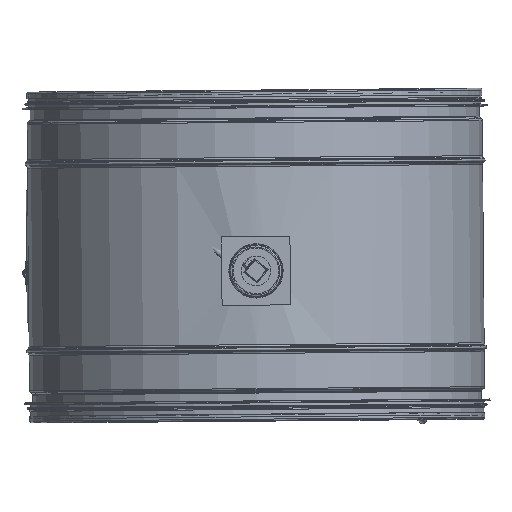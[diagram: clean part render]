
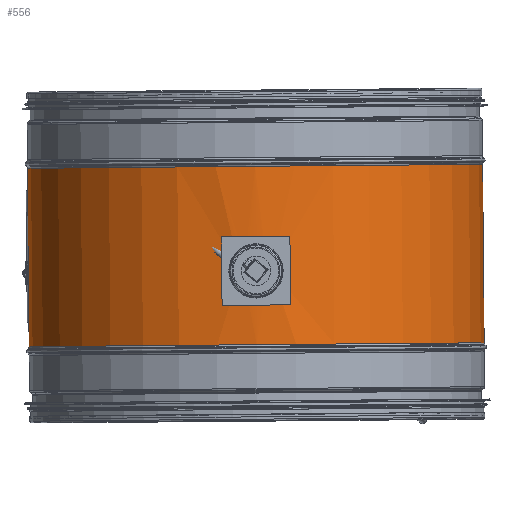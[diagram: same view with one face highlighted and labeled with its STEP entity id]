
A CAD part, top view. The second image highlights one B-rep face of the part: STEP entity #556.
In plain terms, the highlighted cylindrical face has radius 199.4 mm (diameter 398.8 mm), a full revolution.
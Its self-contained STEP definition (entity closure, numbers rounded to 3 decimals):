
#153=CARTESIAN_POINT('',(-14.,131.0,-198.908));
#154=VERTEX_POINT('',#153);
#155=CARTESIAN_POINT('',(-14.,131.0,-198.908));
#156=CARTESIAN_POINT('',(-14.,129.242,-198.908));
#157=CARTESIAN_POINT('',(-13.648,127.366,-198.934));
#158=CARTESIAN_POINT('',(-12.22,123.917,-199.027));
#159=CARTESIAN_POINT('',(-11.142,122.343,-199.092));
#160=CARTESIAN_POINT('',(-8.657,119.858,-199.216));
#161=CARTESIAN_POINT('',(-7.083,118.78,-199.282));
#162=CARTESIAN_POINT('',(-3.634,117.352,-199.374));
#163=CARTESIAN_POINT('',(-1.758,117.,-199.4));
#164=CARTESIAN_POINT('',(1.758,117.,-199.4));
#165=CARTESIAN_POINT('',(3.634,117.352,-199.374));
#166=CARTESIAN_POINT('',(7.083,118.78,-199.282));
#167=CARTESIAN_POINT('',(8.657,119.858,-199.216));
#168=CARTESIAN_POINT('',(11.142,122.343,-199.092));
#169=CARTESIAN_POINT('',(12.22,123.917,-199.027));
#170=CARTESIAN_POINT('',(13.648,127.366,-198.934));
#171=CARTESIAN_POINT('',(14.,129.242,-198.908));
#172=CARTESIAN_POINT('',(14.,132.758,-198.908));
#173=CARTESIAN_POINT('',(13.648,134.634,-198.934));
#174=CARTESIAN_POINT('',(12.22,138.083,-199.027));
#175=CARTESIAN_POINT('',(11.142,139.657,-199.092));
#176=CARTESIAN_POINT('',(8.657,142.142,-199.216));
#177=CARTESIAN_POINT('',(7.083,143.22,-199.282));
#178=CARTESIAN_POINT('',(3.634,144.648,-199.374));
#179=CARTESIAN_POINT('',(1.758,145.,-199.4));
#180=CARTESIAN_POINT('',(-1.758,145.,-199.4));
#181=CARTESIAN_POINT('',(-3.634,144.648,-199.374));
#182=CARTESIAN_POINT('',(-7.083,143.22,-199.282));
#183=CARTESIAN_POINT('',(-8.657,142.142,-199.216));
#184=CARTESIAN_POINT('',(-11.142,139.657,-199.092));
#185=CARTESIAN_POINT('',(-12.22,138.083,-199.027));
#186=CARTESIAN_POINT('',(-13.648,134.634,-198.934));
#187=CARTESIAN_POINT('',(-14.,132.758,-198.908));
#188=CARTESIAN_POINT('',(-14.,131.0,-198.908));
#189=B_SPLINE_CURVE_WITH_KNOTS('',3,(#155,#156,#157,#158,#159,#160,#161,#162,#163,#164,#165,#166,#167,#168,#169,#170,#171,#172,#173,#174,#175,#176,#177,#178,#179,#180,#181,#182,#183,#184,#185,#186,#187,#188),.UNSPECIFIED.,.T.,.U.,(4,2,2,2,2,2,2,2,2,2,2,2,2,2,2,2,4),(0.0,0.528,1.055,1.583,2.11,2.638,3.165,3.693,4.22,4.748,5.275,5.803,6.331,6.858,7.386,7.913,8.441),.UNSPECIFIED.);
#190=EDGE_CURVE('',#154,#154,#189,.T.);
#200=CARTESIAN_POINT('',(-14.,131.0,198.908));
#201=VERTEX_POINT('',#200);
#202=CARTESIAN_POINT('',(-14.,131.0,198.908));
#203=CARTESIAN_POINT('',(-14.,132.758,198.908));
#204=CARTESIAN_POINT('',(-13.648,134.634,198.934));
#205=CARTESIAN_POINT('',(-12.22,138.083,199.027));
#206=CARTESIAN_POINT('',(-11.142,139.657,199.092));
#207=CARTESIAN_POINT('',(-8.657,142.142,199.216));
#208=CARTESIAN_POINT('',(-7.083,143.22,199.282));
#209=CARTESIAN_POINT('',(-3.634,144.648,199.374));
#210=CARTESIAN_POINT('',(-1.758,145.,199.4));
#211=CARTESIAN_POINT('',(1.758,145.,199.4));
#212=CARTESIAN_POINT('',(3.634,144.648,199.374));
#213=CARTESIAN_POINT('',(7.083,143.22,199.282));
#214=CARTESIAN_POINT('',(8.657,142.142,199.216));
#215=CARTESIAN_POINT('',(11.142,139.657,199.092));
#216=CARTESIAN_POINT('',(12.22,138.083,199.027));
#217=CARTESIAN_POINT('',(13.648,134.634,198.934));
#218=CARTESIAN_POINT('',(14.,132.758,198.908));
#219=CARTESIAN_POINT('',(14.,129.242,198.908));
#220=CARTESIAN_POINT('',(13.648,127.366,198.934));
#221=CARTESIAN_POINT('',(12.22,123.917,199.027));
#222=CARTESIAN_POINT('',(11.142,122.343,199.092));
#223=CARTESIAN_POINT('',(8.657,119.858,199.216));
#224=CARTESIAN_POINT('',(7.083,118.78,199.282));
#225=CARTESIAN_POINT('',(3.634,117.352,199.374));
#226=CARTESIAN_POINT('',(1.758,117.,199.4));
#227=CARTESIAN_POINT('',(-1.758,117.,199.4));
#228=CARTESIAN_POINT('',(-3.634,117.352,199.374));
#229=CARTESIAN_POINT('',(-7.083,118.78,199.282));
#230=CARTESIAN_POINT('',(-8.657,119.858,199.216));
#231=CARTESIAN_POINT('',(-11.142,122.343,199.092));
#232=CARTESIAN_POINT('',(-12.22,123.917,199.027));
#233=CARTESIAN_POINT('',(-13.648,127.366,198.934));
#234=CARTESIAN_POINT('',(-14.,129.242,198.908));
#235=CARTESIAN_POINT('',(-14.,131.0,198.908));
#236=B_SPLINE_CURVE_WITH_KNOTS('',3,(#202,#203,#204,#205,#206,#207,#208,#209,#210,#211,#212,#213,#214,#215,#216,#217,#218,#219,#220,#221,#222,#223,#224,#225,#226,#227,#228,#229,#230,#231,#232,#233,#234,#235),.UNSPECIFIED.,.T.,.U.,(4,2,2,2,2,2,2,2,2,2,2,2,2,2,2,2,4),(0.0,0.528,1.055,1.583,2.11,2.638,3.165,3.693,4.22,4.748,5.275,5.803,6.331,6.858,7.386,7.913,8.441),.UNSPECIFIED.);
#237=EDGE_CURVE('',#201,#201,#236,.T.);
#516=CARTESIAN_POINT('',(199.4,66.328,0.0));
#517=VERTEX_POINT('',#516);
#518=CARTESIAN_POINT('',(0.0,66.328,0.0));
#519=DIRECTION('',(0.0,-1.0,0.0));
#520=DIRECTION('',(1.0,0.0,0.0));
#521=AXIS2_PLACEMENT_3D('',#518,#519,#520);
#522=CIRCLE('',#521,199.4);
#523=EDGE_CURVE('',#517,#517,#522,.T.);
#531=CARTESIAN_POINT('',(0.0,144.5,0.0));
#532=DIRECTION('',(0.0,-1.0,0.0));
#533=DIRECTION('',(1.0,0.0,0.0));
#534=AXIS2_PLACEMENT_3D('',#531,#532,#533);
#535=CYLINDRICAL_SURFACE('',#534,199.4);
#536=CARTESIAN_POINT('',(199.4,222.672,0.0));
#537=VERTEX_POINT('',#536);
#538=CARTESIAN_POINT('',(0.0,222.672,0.0));
#539=DIRECTION('',(0.0,-1.0,0.0));
#540=DIRECTION('',(1.0,0.0,0.0));
#541=AXIS2_PLACEMENT_3D('',#538,#539,#540);
#542=CIRCLE('',#541,199.4);
#543=EDGE_CURVE('',#537,#537,#542,.T.);
#544=ORIENTED_EDGE('',*,*,#543,.T.);
#545=EDGE_LOOP('',(#544));
#546=FACE_OUTER_BOUND('',#545,.T.);
#547=ORIENTED_EDGE('',*,*,#237,.T.);
#548=EDGE_LOOP('',(#547));
#549=FACE_BOUND('',#548,.T.);
#550=ORIENTED_EDGE('',*,*,#190,.T.);
#551=EDGE_LOOP('',(#550));
#552=FACE_BOUND('',#551,.T.);
#553=ORIENTED_EDGE('',*,*,#523,.F.);
#554=EDGE_LOOP('',(#553));
#555=FACE_BOUND('',#554,.T.);
#556=ADVANCED_FACE('',(#546,#549,#552,#555),#535,.T.);
